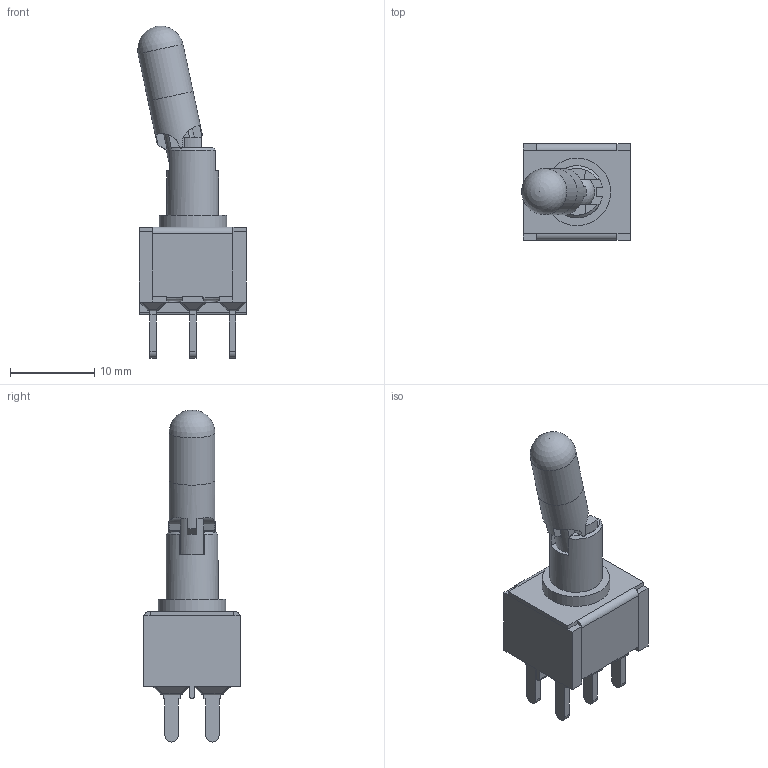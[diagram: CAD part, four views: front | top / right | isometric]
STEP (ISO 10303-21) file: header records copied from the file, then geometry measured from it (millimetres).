
FILE_DESCRIPTION(/* description */ (''),/* implementation_level */ '2;1');
FILE_NAME(/* name */ '100DPxK1B25M3xE.stp',/* time_stamp */ '2026-01-16T16:26:50-06:00',/* author */ ('jmeyers'),/* organization */ (''),/* preprocessor_version */ 'ST-DEVELOPER v18.1',/* originating_system */ 'Autodesk Inventor 2022',/* authorisation */ '');
FILE_SCHEMA (('AUTOMOTIVE_DESIGN { 1 0 10303 214 3 1 1 }'));
Length unit declared in the file: inch
Products named in the file (1): Part125
Bounding box: 12.9 x 11.43 x 39.3 mm (x, y, z)
Volume: 1265.5 mm3; surface area: 2233.4 mm2
Topology: 1 solids, 2 shells, 406 faces, 1088 edges, 672 vertices
Faces by surface type: plane 295, cylinder 83, sphere 26, cone 2
Full cylindrical faces by diameter (mm): 1.5 x1, 4.2 x1, 5.44 x2, 8 x1
Entity records: 12540 total; most frequent: CARTESIAN_POINT 2402, ORIENTED_EDGE 2124, DIRECTION 2069, EDGE_CURVE 1062, LINE 819, VECTOR 819, VERTEX_POINT 672, AXIS2_PLACEMENT_3D 625
